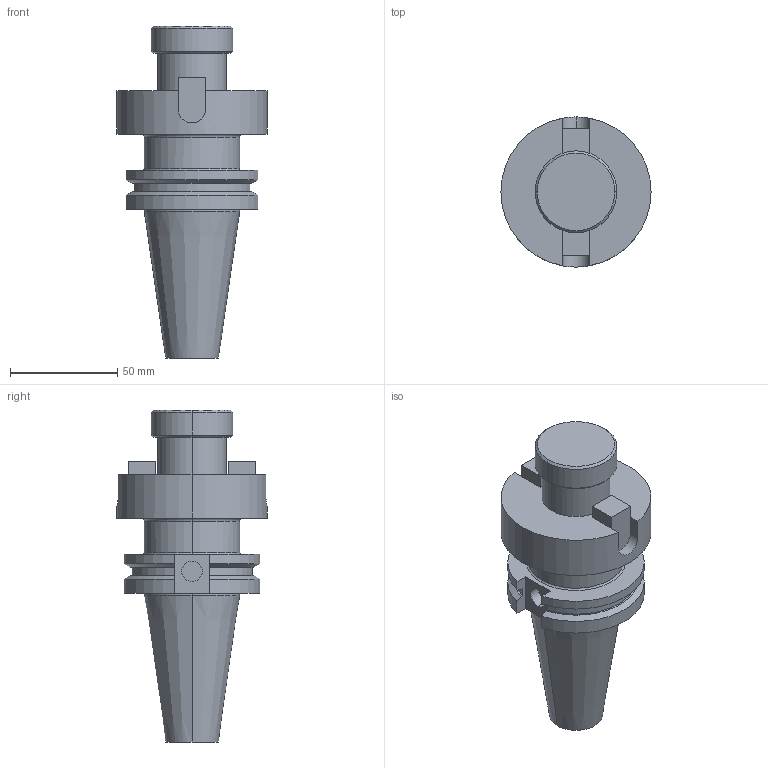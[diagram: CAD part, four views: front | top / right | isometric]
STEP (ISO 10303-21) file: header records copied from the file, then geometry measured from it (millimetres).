
FILE_DESCRIPTION (( 'STEP AP203' ), '1' );
FILE_NAME ('STP-43.151.72.221.STEP', '2017-03-24T07:17:50', ( '' ), ( '' ), 'SwSTEP 2.0', 'SolidWorks 2015', '' );
FILE_SCHEMA (( 'CONFIG_CONTROL_DESIGN' ));
Length unit declared in the file: millimetre
Products named in the file (1): STP-43.151.72.221
Bounding box: 69.85 x 69.85 x 154.53 mm (x, y, z)
Volume: 241054.6 mm3; surface area: 39142.5 mm2
Topology: 4 solids, 4 shells, 84 faces, 197 edges, 126 vertices
Faces by surface type: plane 37, cylinder 30, cone 12, torus 4, bspline 1
Entity records: 2602 total; most frequent: CARTESIAN_POINT 566, DIRECTION 428, ORIENTED_EDGE 390, EDGE_CURVE 195, AXIS2_PLACEMENT_3D 162, VERTEX_POINT 126, VECTOR 104, LINE 104
